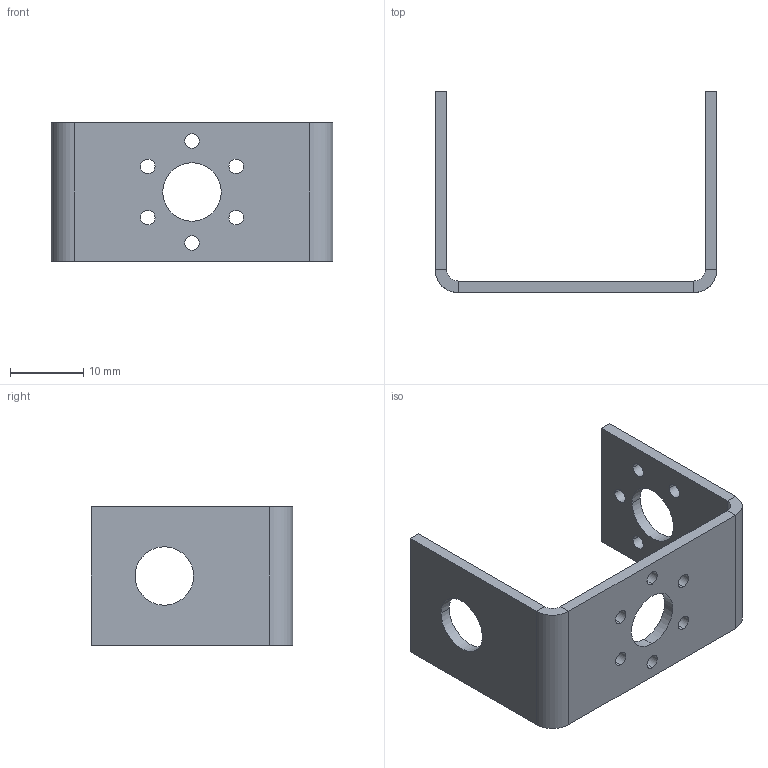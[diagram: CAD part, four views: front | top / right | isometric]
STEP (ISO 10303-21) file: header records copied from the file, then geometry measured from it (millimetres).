
FILE_DESCRIPTION (( 'STEP AP214' ), '1' );
FILE_NAME ('Head_Neck.STEP', '2013-02-21T18:50:58', ( 'Patate-au-four' ), ( '' ), 'SwSTEP 2.0', 'SolidWorks 2013', '' );
FILE_SCHEMA (( 'AUTOMOTIVE_DESIGN' ));
Length unit declared in the file: millimetre
Products named in the file (1): Head_Neck
Bounding box: 38.57 x 27.59 x 19 mm (x, y, z)
Volume: 3233 mm3; surface area: 4916.3 mm2
Topology: 2 solids, 2 shells, 72 faces, 188 edges, 120 vertices
Faces by surface type: cylinder 48, plane 24
Entity records: 2371 total; most frequent: DIRECTION 430, CARTESIAN_POINT 381, ORIENTED_EDGE 376, EDGE_CURVE 188, AXIS2_PLACEMENT_3D 169, VERTEX_POINT 120, EDGE_LOOP 116, CIRCLE 96
